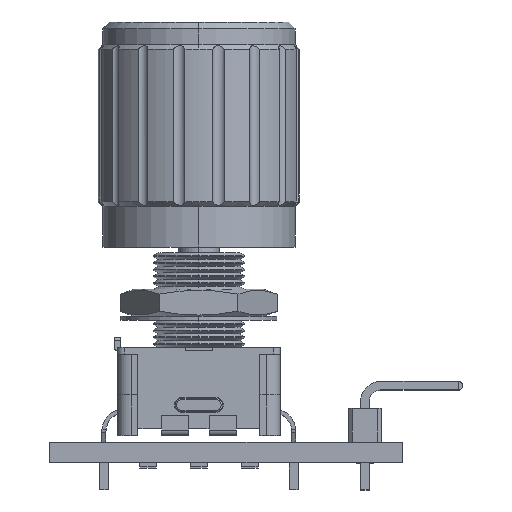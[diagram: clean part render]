
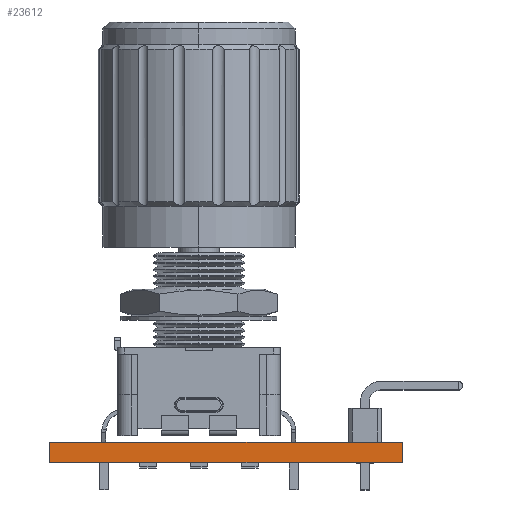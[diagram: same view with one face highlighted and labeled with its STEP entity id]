
A CAD part, top view. The second image highlights one B-rep face of the part: STEP entity #23612.
In plain terms, the highlighted planar face has unit normal (0, 0, 1).
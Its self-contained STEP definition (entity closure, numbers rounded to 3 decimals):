
#1136 = CARTESIAN_POINT ( 'NONE',  ( 15., -1.5, 11.25 ) ) ;
#4219 = EDGE_LOOP ( 'NONE', ( #5145, #24895, #27633, #36130 ) ) ;
#5145 = ORIENTED_EDGE ( 'NONE', *, *, #33725, .F. ) ;
#6508 = CARTESIAN_POINT ( 'NONE',  ( -11., -1.5, 11.25 ) ) ;
#7906 = DIRECTION ( 'NONE',  ( 0., 1., 0. ) ) ;
#8955 = VECTOR ( 'NONE', #33455, 1000. ) ;
#9288 = VERTEX_POINT ( 'NONE', #13361 ) ;
#9721 = DIRECTION ( 'NONE',  ( 1., 0., 0. ) ) ;
#9893 = LINE ( 'NONE', #21639, #8955 ) ;
#12995 = DIRECTION ( 'NONE',  ( 0., 1., 0. ) ) ;
#13361 = CARTESIAN_POINT ( 'NONE',  ( -11., -1.5, 11.25 ) ) ;
#15390 = EDGE_CURVE ( 'NONE', #9288, #32091, #22527, .T. ) ;
#18281 = DIRECTION ( 'NONE',  ( 0., 0., 1. ) ) ;
#20525 = VERTEX_POINT ( 'NONE', #28692 ) ;
#21165 = FACE_OUTER_BOUND ( 'NONE', #4219, .T. ) ;
#21639 = CARTESIAN_POINT ( 'NONE',  ( -11., -1.5, 11.25 ) ) ;
#22527 = LINE ( 'NONE', #34341, #35889 ) ;
#23612 = ADVANCED_FACE ( 'NONE', ( #21165 ), #32989, .T. ) ;
#24363 = LINE ( 'NONE', #36154, #31617 ) ;
#24895 = ORIENTED_EDGE ( 'NONE', *, *, #15390, .F. ) ;
#27084 = EDGE_CURVE ( 'NONE', #9288, #31433, #9893, .T. ) ;
#27633 = ORIENTED_EDGE ( 'NONE', *, *, #27084, .T. ) ;
#27676 = LINE ( 'NONE', #1136, #34348 ) ;
#28692 = CARTESIAN_POINT ( 'NONE',  ( 15., 0., 11.25 ) ) ;
#30082 = DIRECTION ( 'NONE',  ( 1., 0., 0. ) ) ;
#30950 = CARTESIAN_POINT ( 'NONE',  ( 15., -1.5, 11.25 ) ) ;
#31433 = VERTEX_POINT ( 'NONE', #30950 ) ;
#31617 = VECTOR ( 'NONE', #9721, 1000. ) ;
#32091 = VERTEX_POINT ( 'NONE', #36408 ) ;
#32372 = EDGE_CURVE ( 'NONE', #31433, #20525, #27676, .T. ) ;
#32989 = PLANE ( 'NONE',  #35119 ) ;
#33455 = DIRECTION ( 'NONE',  ( 1., 0., 0. ) ) ;
#33725 = EDGE_CURVE ( 'NONE', #32091, #20525, #24363, .T. ) ;
#34341 = CARTESIAN_POINT ( 'NONE',  ( -11., -1.5, 11.25 ) ) ;
#34348 = VECTOR ( 'NONE', #12995, 1000. ) ;
#35119 = AXIS2_PLACEMENT_3D ( 'NONE', #6508, #18281, #30082 ) ;
#35889 = VECTOR ( 'NONE', #7906, 1000. ) ;
#36130 = ORIENTED_EDGE ( 'NONE', *, *, #32372, .T. ) ;
#36154 = CARTESIAN_POINT ( 'NONE',  ( -11., 0., 11.25 ) ) ;
#36408 = CARTESIAN_POINT ( 'NONE',  ( -11., 0., 11.25 ) ) ;
